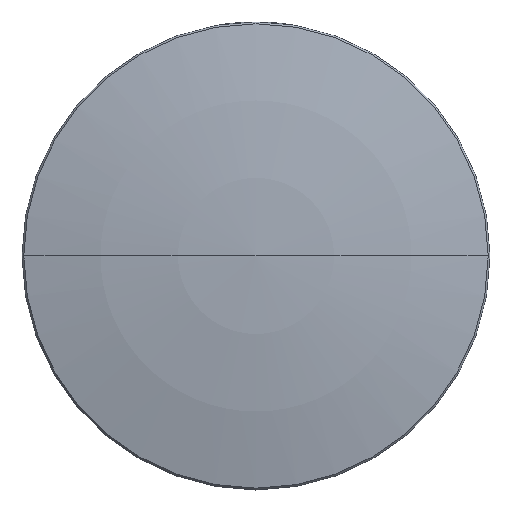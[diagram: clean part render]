
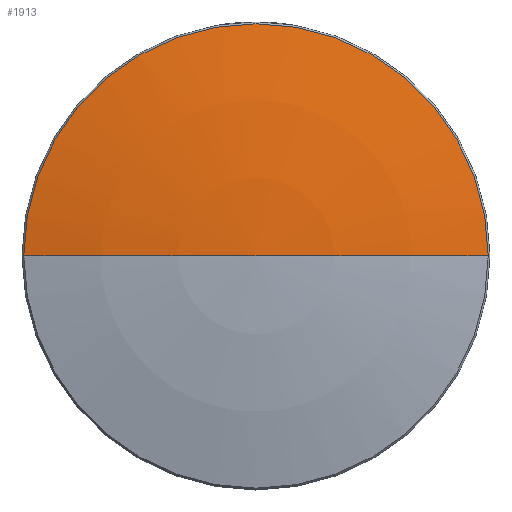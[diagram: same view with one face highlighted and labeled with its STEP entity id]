
A CAD part, top view. The second image highlights one B-rep face of the part: STEP entity #1913.
In plain terms, the highlighted toroidal (fillet/blend) face has major radius 0.002 mm and minor radius 115.02 mm.
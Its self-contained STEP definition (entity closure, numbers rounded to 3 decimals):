
#23 = CARTESIAN_POINT ( 'NONE',  ( 0., 0., 0.124 ) ) ;
#81 = ORIENTED_EDGE ( 'NONE', *, *, #1533, .F. ) ;
#184 = DIRECTION ( 'NONE',  ( 1., 0., 0. ) ) ;
#269 = AXIS2_PLACEMENT_3D ( 'NONE', #778, #974, #1771 ) ;
#311 = CARTESIAN_POINT ( 'NONE',  ( -25.205, 0., 0.124 ) ) ;
#332 = CIRCLE ( 'NONE', #729, 115.02 ) ;
#380 = DIRECTION ( 'NONE',  ( 0., -1., 0. ) ) ;
#500 = DIRECTION ( 'NONE',  ( 0., 0., 1. ) ) ;
#591 = AXIS2_PLACEMENT_3D ( 'NONE', #1785, #500, #184 ) ;
#651 = DIRECTION ( 'NONE',  ( -1., 0., 0. ) ) ;
#729 = AXIS2_PLACEMENT_3D ( 'NONE', #1671, #380, #866 ) ;
#752 = CIRCLE ( 'NONE', #269, 115.02 ) ;
#760 = ORIENTED_EDGE ( 'NONE', *, *, #1769, .T. ) ;
#776 = FACE_OUTER_BOUND ( 'NONE', #1362, .T. ) ;
#778 = CARTESIAN_POINT ( 'NONE',  ( 0.002, 0., -112.1 ) ) ;
#810 = AXIS2_PLACEMENT_3D ( 'NONE', #23, #830, #651 ) ;
#830 = DIRECTION ( 'NONE',  ( 0., 0., 1. ) ) ;
#866 = DIRECTION ( 'NONE',  ( 0., 0., -1. ) ) ;
#974 = DIRECTION ( 'NONE',  ( 0., 1., 0. ) ) ;
#1049 = VERTEX_POINT ( 'NONE', #2045 ) ;
#1206 = CIRCLE ( 'NONE', #810, 25.205 ) ;
#1213 = VERTEX_POINT ( 'NONE', #311 ) ;
#1223 = EDGE_CURVE ( 'NONE', #1049, #1213, #1206, .T. ) ;
#1263 = VERTEX_POINT ( 'NONE', #1352 ) ;
#1352 = CARTESIAN_POINT ( 'NONE',  ( 0., 0., 2.92 ) ) ;
#1362 = EDGE_LOOP ( 'NONE', ( #1521, #760, #81 ) ) ;
#1399 = TOROIDAL_SURFACE ( 'NONE', #591, -0.002, 115.02 ) ;
#1521 = ORIENTED_EDGE ( 'NONE', *, *, #1223, .T. ) ;
#1533 = EDGE_CURVE ( 'NONE', #1049, #1263, #332, .T. ) ;
#1671 = CARTESIAN_POINT ( 'NONE',  ( -0.002, 0., -112.1 ) ) ;
#1769 = EDGE_CURVE ( 'NONE', #1213, #1263, #752, .T. ) ;
#1771 = DIRECTION ( 'NONE',  ( -1., 0., 0. ) ) ;
#1785 = CARTESIAN_POINT ( 'NONE',  ( 0., 0., -112.1 ) ) ;
#1913 = ADVANCED_FACE ( 'NONE', ( #776 ), #1399, .T. ) ;
#2045 = CARTESIAN_POINT ( 'NONE',  ( 25.205, 0., 0.124 ) ) ;
